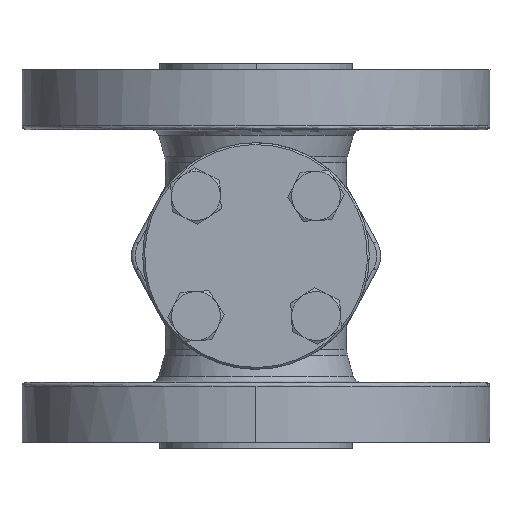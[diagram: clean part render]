
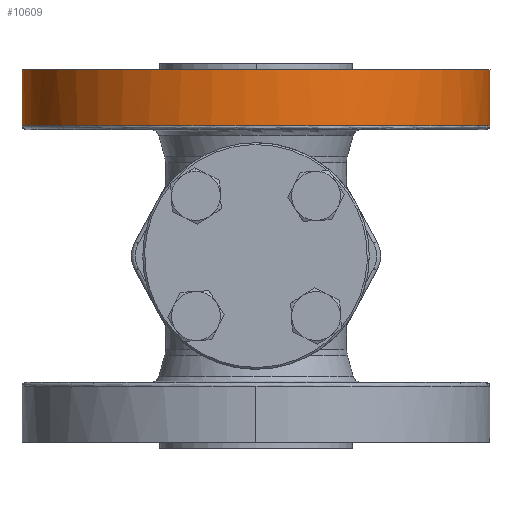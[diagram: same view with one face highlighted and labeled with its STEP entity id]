
A CAD part, front view. The second image highlights one B-rep face of the part: STEP entity #10609.
In plain terms, the highlighted cylindrical face has radius 62 mm (diameter 124 mm), a partial arc.
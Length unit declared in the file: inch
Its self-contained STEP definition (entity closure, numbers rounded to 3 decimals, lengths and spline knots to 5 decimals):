
#732 = CARTESIAN_POINT ( 'NONE',  ( -2.44094, -4.88189, 1.35827 ) ) ;
#1181 = FACE_OUTER_BOUND ( 'NONE', #10332, .T. ) ;
#1188 = CARTESIAN_POINT ( 'NONE',  ( -2.44094, 0., 1.35827 ) ) ;
#1334 = CARTESIAN_POINT ( 'NONE',  ( 2.44094, 0., 1.94488 ) ) ;
#2386 = CYLINDRICAL_SURFACE ( 'NONE', #37227, 2.44094 ) ;
#2639 = VERTEX_POINT ( 'NONE', #27648 ) ;
#2657 = CARTESIAN_POINT ( 'NONE',  ( -2.44094, 0., 1.35827 ) ) ;
#2831 = CARTESIAN_POINT ( 'NONE',  ( -2.44094, 0., 1.35827 ) ) ;
#3596 = CARTESIAN_POINT ( 'NONE',  ( -2.31647, -0.78605, 1.94488 ) ) ;
#3796 = CARTESIAN_POINT ( 'NONE',  ( 0.78605, -2.31647, 1.94488 ) ) ;
#3993 = CARTESIAN_POINT ( 'NONE',  ( 0.16026, -2.44095, 1.94488 ) ) ;
#4561 = EDGE_CURVE ( 'NONE', #35276, #2639, #34954, .T. ) ;
#6676 = CARTESIAN_POINT ( 'NONE',  ( -2.44094, -0.16027, 1.94488 ) ) ;
#7115 = CARTESIAN_POINT ( 'NONE',  ( 1.83933, -1.61269, 1.94488 ) ) ;
#7503 = CARTESIAN_POINT ( 'NONE',  ( 1.48937, -1.94054, 1.94488 ) ) ;
#7710 = CARTESIAN_POINT ( 'NONE',  ( -0.31902, -2.42531, 1.94488 ) ) ;
#9504 = CARTESIAN_POINT ( 'NONE',  ( 2.44094, 0., 1.74934 ) ) ;
#10195 = CARTESIAN_POINT ( 'NONE',  ( -1.94054, -1.48937, 1.94488 ) ) ;
#10332 = EDGE_LOOP ( 'NONE', ( #22415, #18185, #20695, #34010 ) ) ;
#10609 = ADVANCED_FACE ( 'NONE', ( #1181 ), #2386, .T. ) ;
#10784 = CARTESIAN_POINT ( 'NONE',  ( -2.11861, -1.22286, 1.94488 ) ) ;
#12348 = CARTESIAN_POINT ( 'NONE',  ( 2.44094, 0., 1.35827 ) ) ;
#13264 = CARTESIAN_POINT ( 'NONE',  ( 1.94053, -1.48937, 1.94488 ) ) ;
#13461 = CARTESIAN_POINT ( 'NONE',  ( -1.22286, -2.11861, 1.94488 ) ) ;
#13869 = CARTESIAN_POINT ( 'NONE',  ( -0.78605, -2.31647, 1.94488 ) ) ;
#16351 = CARTESIAN_POINT ( 'NONE',  ( -1.48937, -1.94053, 1.94488 ) ) ;
#16557 = CARTESIAN_POINT ( 'NONE',  ( 1.61269, -1.83933, 1.94488 ) ) ;
#18076 = CARTESIAN_POINT ( 'NONE',  ( -2.44094, 0., 1.74934 ) ) ;
#18185 = ORIENTED_EDGE ( 'NONE', *, *, #4561, .F. ) ;
#19223 = CARTESIAN_POINT ( 'NONE',  ( -2.42531, -0.31902, 1.94488 ) ) ;
#19835 = CARTESIAN_POINT ( 'NONE',  ( 0.31902, -2.42531, 1.94488 ) ) ;
#20040 = CARTESIAN_POINT ( 'NONE',  ( -0.63339, -2.36278, 1.94488 ) ) ;
#20253 = CARTESIAN_POINT ( 'NONE',  ( -0.16026, -2.44094, 1.94488 ) ) ;
#20695 = ORIENTED_EDGE ( 'NONE', *, *, #39257, .T. ) ;
#20894 = B_SPLINE_CURVE_WITH_KNOTS ( 'NONE', 3,
 ( #12348, #21785, #9504, #32083 ),
 .UNSPECIFIED., .F., .F.,
 ( 4, 4 ),
 ( 0., 1. ),
 .UNSPECIFIED. ) ;
#21785 = CARTESIAN_POINT ( 'NONE',  ( 2.44094, 0., 1.55381 ) ) ;
#22415 = ORIENTED_EDGE ( 'NONE', *, *, #31481, .T. ) ;
#22902 = CARTESIAN_POINT ( 'NONE',  ( 2.44094, 0., 1.35827 ) ) ;
#23302 = CARTESIAN_POINT ( 'NONE',  ( 2.11861, -1.22286, 1.94488 ) ) ;
#25803 = CARTESIAN_POINT ( 'NONE',  ( 2.44094, -0.16028, 1.94488 ) ) ;
#26014 = CARTESIAN_POINT ( 'NONE',  ( 2.31647, -0.78605, 1.94488 ) ) ;
#26418 = CARTESIAN_POINT ( 'NONE',  ( 0.63339, -2.36278, 1.94488 ) ) ;
#26892 = EDGE_CURVE ( 'NONE', #28655, #29648, #28640, .T. ) ;
#27648 = CARTESIAN_POINT ( 'NONE',  ( 2.44094, 0., 1.94488 ) ) ;
#28418 = CARTESIAN_POINT ( 'NONE',  ( -2.44094, 0., 1.94488 ) ) ;
#28640 =( BOUNDED_CURVE ( )  B_SPLINE_CURVE ( 3, ( #34281, #31003, #732, #2831 ),
 .UNSPECIFIED., .F., .F. ) 
 B_SPLINE_CURVE_WITH_KNOTS ( ( 4, 4 ),
 ( 0., 1. ),
 .UNSPECIFIED. ) 
 CURVE ( )  GEOMETRIC_REPRESENTATION_ITEM ( )  RATIONAL_B_SPLINE_CURVE ( ( 0.957, 0.319, 0.319, 0.957 ) ) 
 REPRESENTATION_ITEM ( '' )  );
#28655 = VERTEX_POINT ( 'NONE', #22902 ) ;
#28688 = CARTESIAN_POINT ( 'NONE',  ( -1.61269, -1.83933, 1.94488 ) ) ;
#28709 = B_SPLINE_CURVE_WITH_KNOTS ( 'NONE', 3,
 ( #36825, #18076, #33699, #2657 ),
 .UNSPECIFIED., .F., .F.,
 ( 4, 4 ),
 ( 0., 1. ),
 .UNSPECIFIED. ) ;
#28895 = CARTESIAN_POINT ( 'NONE',  ( 1.08217, -2.19381, 1.94488 ) ) ;
#29098 = CARTESIAN_POINT ( 'NONE',  ( 2.19381, -1.08217, 1.94488 ) ) ;
#29498 = CARTESIAN_POINT ( 'NONE',  ( 2.42531, -0.31902, 1.94488 ) ) ;
#29648 = VERTEX_POINT ( 'NONE', #1188 ) ;
#29735 = DIRECTION ( 'NONE',  ( 0., 0., 1. ) ) ;
#31003 = CARTESIAN_POINT ( 'NONE',  ( 2.44094, -4.88189, 1.35827 ) ) ;
#31481 = EDGE_CURVE ( 'NONE', #28655, #2639, #20894, .T. ) ;
#31764 = CARTESIAN_POINT ( 'NONE',  ( -2.36278, -0.63339, 1.94488 ) ) ;
#32083 = CARTESIAN_POINT ( 'NONE',  ( 2.44094, 0., 1.94488 ) ) ;
#33616 = DIRECTION ( 'NONE',  ( 1., 0., 0. ) ) ;
#33699 = CARTESIAN_POINT ( 'NONE',  ( -2.44094, 0., 1.55381 ) ) ;
#34010 = ORIENTED_EDGE ( 'NONE', *, *, #26892, .F. ) ;
#34281 = CARTESIAN_POINT ( 'NONE',  ( 2.44094, 0., 1.35827 ) ) ;
#34857 = CARTESIAN_POINT ( 'NONE',  ( -2.44094, 0., 1.94488 ) ) ;
#34954 = B_SPLINE_CURVE_WITH_KNOTS ( 'NONE', 3,
 ( #34857, #6676, #19223, #31764, #3596, #38184, #10784, #10195, #35275, #28688, #16351, #13461, #35900, #13869, #20040, #7710, #20253, #3993, #19835, #26418, #3796, #28895, #38394, #7503, #16557, #7115, #13264, #23302, #29098, #26014, #38615, #29498, #25803, #1334 ),
 .UNSPECIFIED., .F., .F.,
 ( 4, 2, 2, 2, 2, 2, 2, 2, 2, 2, 2, 2, 2, 2, 2, 2, 4 ),
 ( 0., 0.0625, 0.125, 0.1875, 0.25, 0.3125, 0.375, 0.4375, 0.5, 0.5625, 0.625, 0.6875, 0.75, 0.8125, 0.875, 0.9375, 1. ),
 .UNSPECIFIED. ) ;
#35275 = CARTESIAN_POINT ( 'NONE',  ( -1.83933, -1.61269, 1.94488 ) ) ;
#35276 = VERTEX_POINT ( 'NONE', #28418 ) ;
#35900 = CARTESIAN_POINT ( 'NONE',  ( -1.08217, -2.19381, 1.94488 ) ) ;
#36131 = CARTESIAN_POINT ( 'NONE',  ( 0., 0., 1.35827 ) ) ;
#36825 = CARTESIAN_POINT ( 'NONE',  ( -2.44094, 0., 1.94488 ) ) ;
#37227 = AXIS2_PLACEMENT_3D ( 'NONE', #36131, #29735, #33616 ) ;
#38184 = CARTESIAN_POINT ( 'NONE',  ( -2.19381, -1.08217, 1.94488 ) ) ;
#38394 = CARTESIAN_POINT ( 'NONE',  ( 1.22286, -2.11861, 1.94488 ) ) ;
#38615 = CARTESIAN_POINT ( 'NONE',  ( 2.36277, -0.63339, 1.94488 ) ) ;
#39257 = EDGE_CURVE ( 'NONE', #35276, #29648, #28709, .T. ) ;
